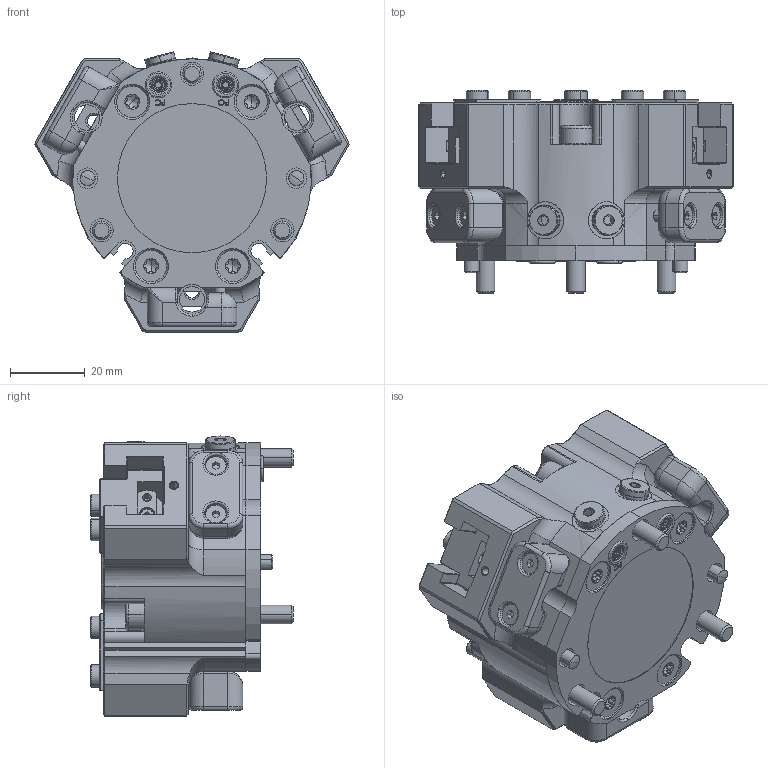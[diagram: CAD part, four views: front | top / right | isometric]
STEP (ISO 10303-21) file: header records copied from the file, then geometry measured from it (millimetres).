
FILE_DESCRIPTION (( 'STEP AP214' ), '1' );
FILE_NAME ('ASUTEC_ASGZ-63.STEP', '2022-07-11T09:20:25', ( '' ), ( '' ), 'SwSTEP 2.0', 'SolidWorks 2020', '' );
FILE_SCHEMA (( 'AUTOMOTIVE_DESIGN' ));
Length unit declared in the file: millimetre
Products named in the file (1): ASUTEC_ASGZ-63
Bounding box: 84.3 x 54.4 x 75.08 mm (x, y, z)
Volume: 147385.9 mm3; surface area: 57169.7 mm2
Topology: 13 solids, 25 shells, 2902 faces, 7354 edges, 4568 vertices
Faces by surface type: plane 1021, cylinder 831, cone 529, bspline 307, torus 196, sphere 18
Entity records: 109009 total; most frequent: CARTESIAN_POINT 41321, ORIENTED_EDGE 14504, DIRECTION 13385, EDGE_CURVE 7252, AXIS2_PLACEMENT_3D 4897, VERTEX_POINT 4562, VECTOR 3591, LINE 3591
